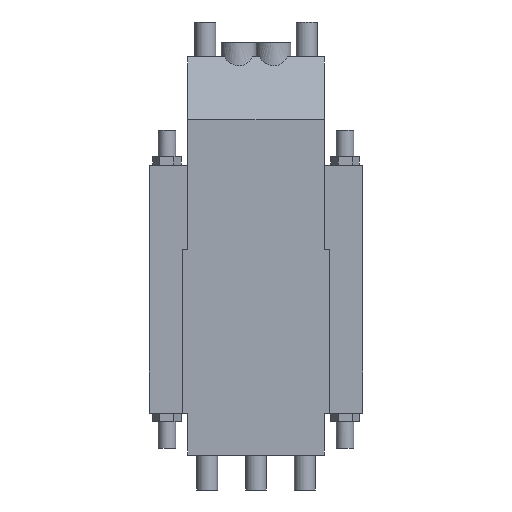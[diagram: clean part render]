
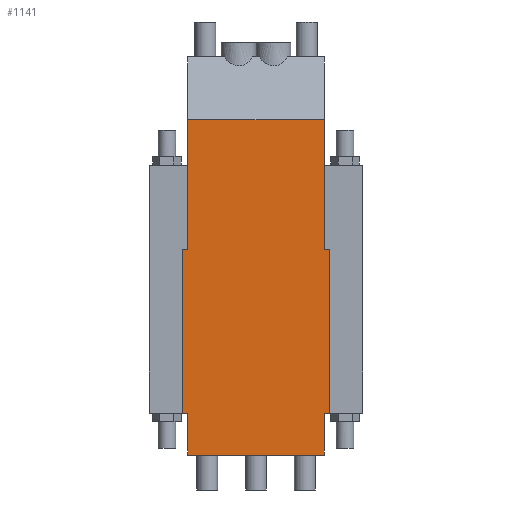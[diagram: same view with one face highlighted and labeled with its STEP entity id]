
A CAD part, front view. The second image highlights one B-rep face of the part: STEP entity #1141.
In plain terms, the highlighted free-form (B-spline) face has degree [1, 1] with [2, 2] control points.
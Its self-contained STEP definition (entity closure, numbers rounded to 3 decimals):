
#858 = VERTEX_POINT('',#859);
#859 = CARTESIAN_POINT('',(19.878,-12.778,
    55.847));
#874 = VERTEX_POINT('',#875);
#875 = CARTESIAN_POINT('',(18.458,-12.778,
    55.847));
#880 = EDGE_CURVE('',#874,#858,#881,.T.);
#881 = B_SPLINE_CURVE_WITH_KNOTS('',1,(#882,#883),.UNSPECIFIED.,.F.,.F.,
  (2,2),(19.5,21.),.PIECEWISE_BEZIER_KNOTS.);
#882 = CARTESIAN_POINT('',(18.458,-12.778,
    55.847));
#883 = CARTESIAN_POINT('',(19.878,-12.778,
    55.847));
#909 = VERTEX_POINT('',#910);
#910 = CARTESIAN_POINT('',(-18.458,-12.778,
    55.847));
#915 = EDGE_CURVE('',#916,#909,#918,.T.);
#916 = VERTEX_POINT('',#917);
#917 = CARTESIAN_POINT('',(-18.458,-12.778,
    90.869));
#918 = B_SPLINE_CURVE_WITH_KNOTS('',1,(#919,#920),.UNSPECIFIED.,.F.,.F.,
  (2,2),(18.,55.),.PIECEWISE_BEZIER_KNOTS.);
#919 = CARTESIAN_POINT('',(-18.458,-12.778,
    90.869));
#920 = CARTESIAN_POINT('',(-18.458,-12.778,
    55.847));
#943 = VERTEX_POINT('',#944);
#944 = CARTESIAN_POINT('',(18.458,-12.778,
    90.869));
#949 = EDGE_CURVE('',#943,#874,#950,.T.);
#950 = B_SPLINE_CURVE_WITH_KNOTS('',1,(#951,#952),.UNSPECIFIED.,.F.,.F.,
  (2,2),(18.,55.),.PIECEWISE_BEZIER_KNOTS.);
#951 = CARTESIAN_POINT('',(18.458,-12.778,
    90.869));
#952 = CARTESIAN_POINT('',(18.458,-12.778,
    55.847));
#1117 = EDGE_CURVE('',#1118,#1120,#1122,.T.);
#1118 = VERTEX_POINT('',#1119);
#1119 = CARTESIAN_POINT('',(-18.458,-12.778,
    11.359));
#1120 = VERTEX_POINT('',#1121);
#1121 = CARTESIAN_POINT('',(-18.458,-12.778,0.));
#1122 = B_SPLINE_CURVE_WITH_KNOTS('',1,(#1123,#1124),.UNSPECIFIED.,.F.,
  .F.,(2,2),(102.,114.),.PIECEWISE_BEZIER_KNOTS.);
#1123 = CARTESIAN_POINT('',(-18.458,-12.778,
    11.359));
#1124 = CARTESIAN_POINT('',(-18.458,-12.778,0.));
#1141 = ADVANCED_FACE('',(#1142),#1198,.F.);
#1142 = FACE_BOUND('',#1143,.T.);
#1143 = EDGE_LOOP('',(#1144,#1145,#1150,#1151,#1158,#1165,#1170,#1171,
    #1178,#1185,#1192,#1197));
#1144 = ORIENTED_EDGE('',*,*,#949,.F.);
#1145 = ORIENTED_EDGE('',*,*,#1146,.T.);
#1146 = EDGE_CURVE('',#943,#916,#1147,.T.);
#1147 = B_SPLINE_CURVE_WITH_KNOTS('',1,(#1148,#1149),.UNSPECIFIED.,.F.,
  .F.,(2,2),(0.,39.),.PIECEWISE_BEZIER_KNOTS.);
#1148 = CARTESIAN_POINT('',(18.458,-12.778,
    90.869));
#1149 = CARTESIAN_POINT('',(-18.458,-12.778,
    90.869));
#1150 = ORIENTED_EDGE('',*,*,#915,.T.);
#1151 = ORIENTED_EDGE('',*,*,#1152,.F.);
#1152 = EDGE_CURVE('',#1153,#909,#1155,.T.);
#1153 = VERTEX_POINT('',#1154);
#1154 = CARTESIAN_POINT('',(-19.878,-12.778,
    55.847));
#1155 = B_SPLINE_CURVE_WITH_KNOTS('',1,(#1156,#1157),.UNSPECIFIED.,.F.,
  .F.,(2,2),(-21.,-19.5),.PIECEWISE_BEZIER_KNOTS.);
#1156 = CARTESIAN_POINT('',(-19.878,-12.778,
    55.847));
#1157 = CARTESIAN_POINT('',(-18.458,-12.778,
    55.847));
#1158 = ORIENTED_EDGE('',*,*,#1159,.T.);
#1159 = EDGE_CURVE('',#1153,#1160,#1162,.T.);
#1160 = VERTEX_POINT('',#1161);
#1161 = CARTESIAN_POINT('',(-19.878,-12.778,
    11.359));
#1162 = B_SPLINE_CURVE_WITH_KNOTS('',1,(#1163,#1164),.UNSPECIFIED.,.F.,
  .F.,(2,2),(127.884,174.884),.PIECEWISE_BEZIER_KNOTS.);
#1163 = CARTESIAN_POINT('',(-19.878,-12.778,
    55.847));
#1164 = CARTESIAN_POINT('',(-19.878,-12.778,
    11.359));
#1165 = ORIENTED_EDGE('',*,*,#1166,.F.);
#1166 = EDGE_CURVE('',#1118,#1160,#1167,.T.);
#1167 = B_SPLINE_CURVE_WITH_KNOTS('',1,(#1168,#1169),.UNSPECIFIED.,.F.,
  .F.,(2,2),(19.5,21.),.PIECEWISE_BEZIER_KNOTS.);
#1168 = CARTESIAN_POINT('',(-18.458,-12.778,
    11.359));
#1169 = CARTESIAN_POINT('',(-19.878,-12.778,
    11.359));
#1170 = ORIENTED_EDGE('',*,*,#1117,.T.);
#1171 = ORIENTED_EDGE('',*,*,#1172,.T.);
#1172 = EDGE_CURVE('',#1120,#1173,#1175,.T.);
#1173 = VERTEX_POINT('',#1174);
#1174 = CARTESIAN_POINT('',(18.458,-12.778,0.));
#1175 = B_SPLINE_CURVE_WITH_KNOTS('',1,(#1176,#1177),.UNSPECIFIED.,.F.,
  .F.,(2,2),(-39.,0.),.PIECEWISE_BEZIER_KNOTS.);
#1176 = CARTESIAN_POINT('',(-18.458,-12.778,0.));
#1177 = CARTESIAN_POINT('',(18.458,-12.778,0.));
#1178 = ORIENTED_EDGE('',*,*,#1179,.F.);
#1179 = EDGE_CURVE('',#1180,#1173,#1182,.T.);
#1180 = VERTEX_POINT('',#1181);
#1181 = CARTESIAN_POINT('',(18.458,-12.778,
    11.359));
#1182 = B_SPLINE_CURVE_WITH_KNOTS('',1,(#1183,#1184),.UNSPECIFIED.,.F.,
  .F.,(2,2),(102.,114.),.PIECEWISE_BEZIER_KNOTS.);
#1183 = CARTESIAN_POINT('',(18.458,-12.778,
    11.359));
#1184 = CARTESIAN_POINT('',(18.458,-12.778,0.));
#1185 = ORIENTED_EDGE('',*,*,#1186,.F.);
#1186 = EDGE_CURVE('',#1187,#1180,#1189,.T.);
#1187 = VERTEX_POINT('',#1188);
#1188 = CARTESIAN_POINT('',(19.878,-12.778,
    11.359));
#1189 = B_SPLINE_CURVE_WITH_KNOTS('',1,(#1190,#1191),.UNSPECIFIED.,.F.,
  .F.,(2,2),(-21.,-19.5),.PIECEWISE_BEZIER_KNOTS.);
#1190 = CARTESIAN_POINT('',(19.878,-12.778,
    11.359));
#1191 = CARTESIAN_POINT('',(18.458,-12.778,
    11.359));
#1192 = ORIENTED_EDGE('',*,*,#1193,.F.);
#1193 = EDGE_CURVE('',#858,#1187,#1194,.T.);
#1194 = B_SPLINE_CURVE_WITH_KNOTS('',1,(#1195,#1196),.UNSPECIFIED.,.F.,
  .F.,(2,2),(127.884,174.884),.PIECEWISE_BEZIER_KNOTS.);
#1195 = CARTESIAN_POINT('',(19.878,-12.778,
    55.847));
#1196 = CARTESIAN_POINT('',(19.878,-12.778,
    11.359));
#1197 = ORIENTED_EDGE('',*,*,#880,.F.);
#1198 = B_SPLINE_SURFACE_WITH_KNOTS('',1,1,(
    (#1199,#1200)
    ,(#1201,#1202
    )),.UNSPECIFIED.,.F.,.F.,.F.,(2,2),(2,2),(-1.5,40.5),(-114.,-18.),
  .PIECEWISE_BEZIER_KNOTS.);
#1199 = CARTESIAN_POINT('',(19.878,-12.778,0.));
#1200 = CARTESIAN_POINT('',(19.878,-12.778,
    90.869));
#1201 = CARTESIAN_POINT('',(-19.878,-12.778,0.));
#1202 = CARTESIAN_POINT('',(-19.878,-12.778,
    90.869));
